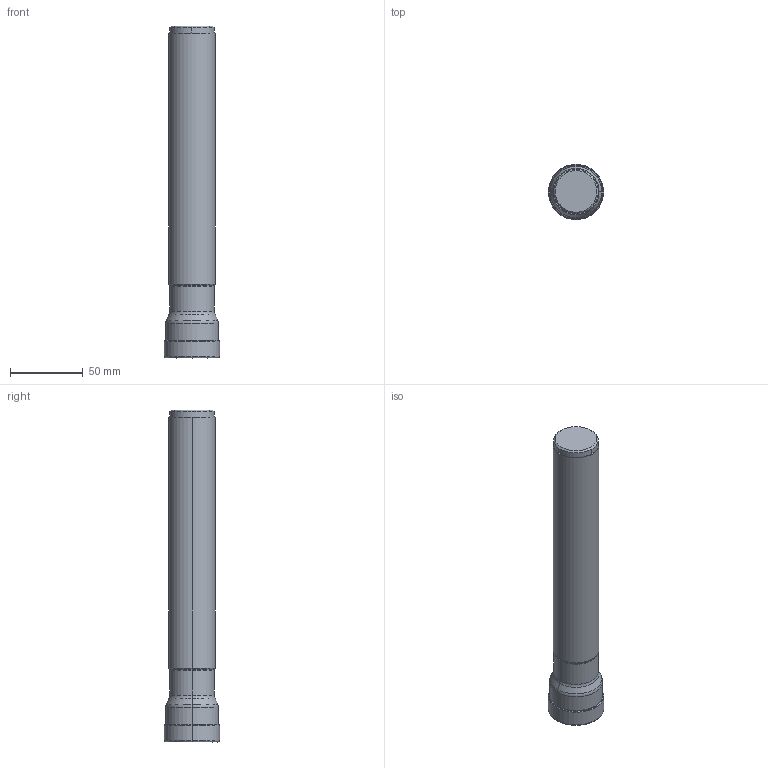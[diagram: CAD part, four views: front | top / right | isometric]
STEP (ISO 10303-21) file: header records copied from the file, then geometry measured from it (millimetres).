
FILE_DESCRIPTION(/* description */ (''),/* implementation_level */ '2;1');
FILE_NAME(/* name */ 'VPX300UR2403SA20L_IR0_031.stp',/* time_stamp */ '2025-08-29T15:08:34+09:00',/* author */ (''),/* organization */ (''),/* preprocessor_version */ 'ST-DEVELOPER v16',/* originating_system */ 'SIEMENS PLM Software NX 10.0',/* authorisation */ '');
FILE_SCHEMA (('AUTOMOTIVE_DESIGN { 1 0 10303 214 3 1 1 1 }'));
Length unit declared in the file: millimetre
Products named in the file (1): VPX300UR2403SA20L_IR0_031_ASM
Bounding box: 38.1 x 38.1 x 228.6 mm (x, y, z)
Volume: 191973.8 mm3; surface area: 28261.1 mm2
Topology: 2 solids, 2 shells, 58 faces, 131 edges, 89 vertices
Faces by surface type: torus 18, revolution 12, cylinder 10, cone 8, bspline 6, plane 4
Entity records: 3511 total; most frequent: CARTESIAN_POINT 2132, DIRECTION 297, ORIENTED_EDGE 232, AXIS2_PLACEMENT_3D 133, EDGE_CURVE 116, CIRCLE 85, VERTEX_POINT 62, EDGE_LOOP 60
